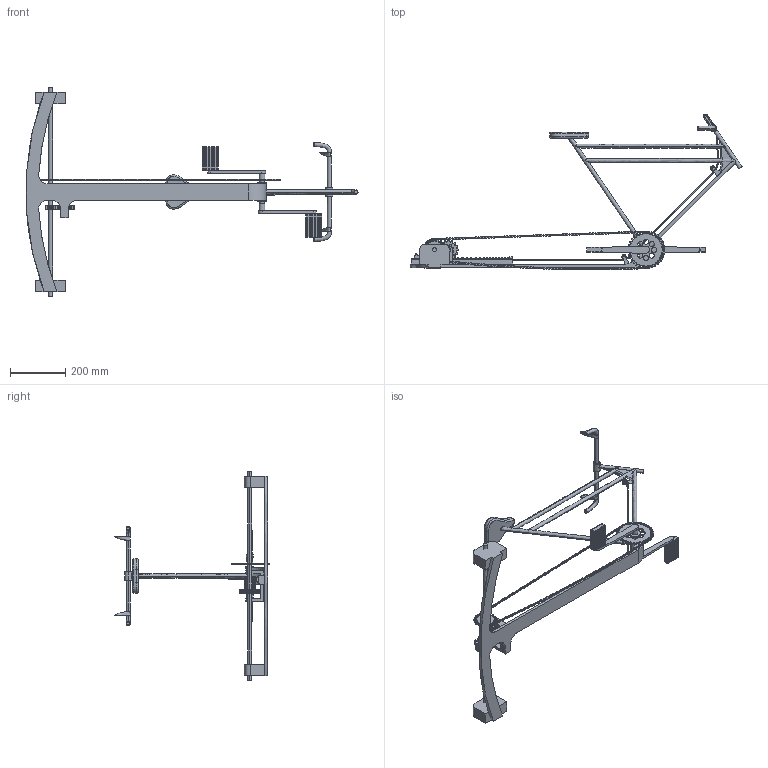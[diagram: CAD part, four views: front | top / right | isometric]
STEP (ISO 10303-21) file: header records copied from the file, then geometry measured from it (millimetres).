
FILE_DESCRIPTION(('FreeCAD Model'),'2;1');
FILE_NAME('Open CASCADE Shape Model','2025-05-04T15:44:37',('FreeCAD'),( 'FreeCAD'),'Open CASCADE STEP processor 7.6','FreeCAD','Unknown');
FILE_SCHEMA(('AUTOMOTIVE_DESIGN { 1 0 10303 214 1 1 1 1 }'));
Products named in the file (1): Open CASCADE STEP translator 7.6 1
Bounding box: 1197.81 x 562.64 x 751.88 mm (x, y, z)
Volume: 3289096.7 mm3; surface area: 719929.9 mm2
Topology: 168 solids, 168 shells, 2308 faces, 5821 edges, 3870 vertices
Faces by surface type: bspline 2308
Entity records: 84859 total; most frequent: CARTESIAN_POINT 51484, ORIENTED_EDGE 11642, EDGE_CURVE 5821, VERTEX_POINT 3870, B_SPLINE_CURVE_WITH_KNOTS 3510, FACE_BOUND 2361, EDGE_LOOP 2361, ADVANCED_FACE 2308
